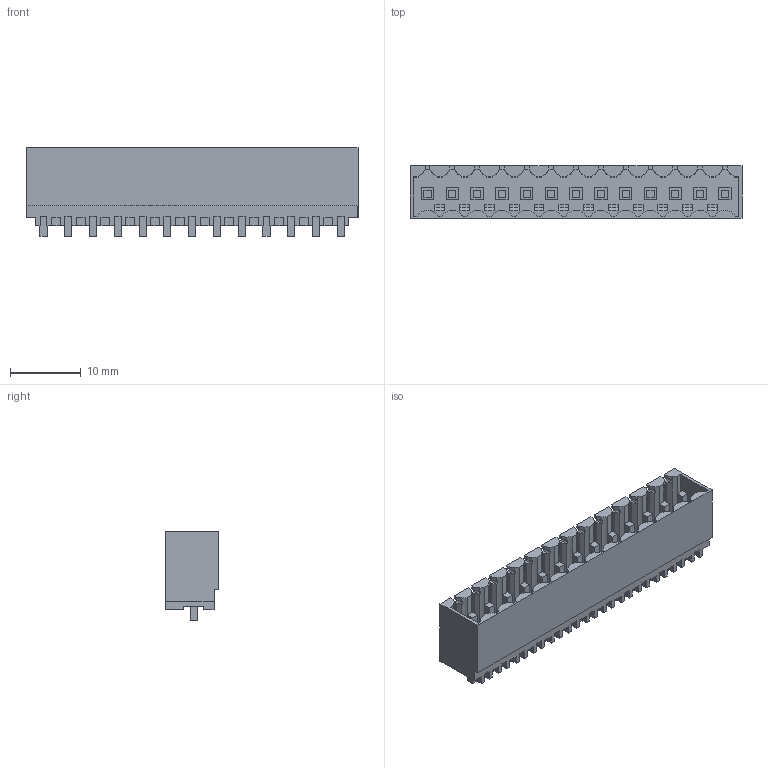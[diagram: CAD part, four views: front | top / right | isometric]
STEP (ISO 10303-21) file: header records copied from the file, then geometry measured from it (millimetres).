
FILE_DESCRIPTION(('CATIA V5 STEP Exchange','CAx-IF Rec.Pracs.--- Model Styling and Organization---1.2---2011-12-15'),'2;1');
FILE_NAME ('D1455485_0_1753092001_1753092001.stp','2018-03-13T12:02:56+00:00',('none'),('Weidmueller'),'CATIA Version 5-6 Release 2014','CATIA V5 STEP AP214','none');
FILE_SCHEMA(('AUTOMOTIVE_DESIGN { 1 0 10303 214 1 1 1 1 }'));
Length unit declared in the file: millimetre
Products named in the file (1): 1753092001
Bounding box: 46.9 x 7.45 x 12.55 mm (x, y, z)
Volume: 1493.5 mm3; surface area: 4270.3 mm2
Topology: 14 solids, 14 shells, 955 faces, 2822 edges, 1920 vertices
Faces by surface type: plane 864, cylinder 91
Entity records: 32808 total; most frequent: CARTESIAN_POINT 6606, ORIENTED_EDGE 5644, DIRECTION 4537, EDGE_CURVE 2822, VECTOR 2588, LINE 2588, VERTEX_POINT 1920, EDGE_LOOP 1006
